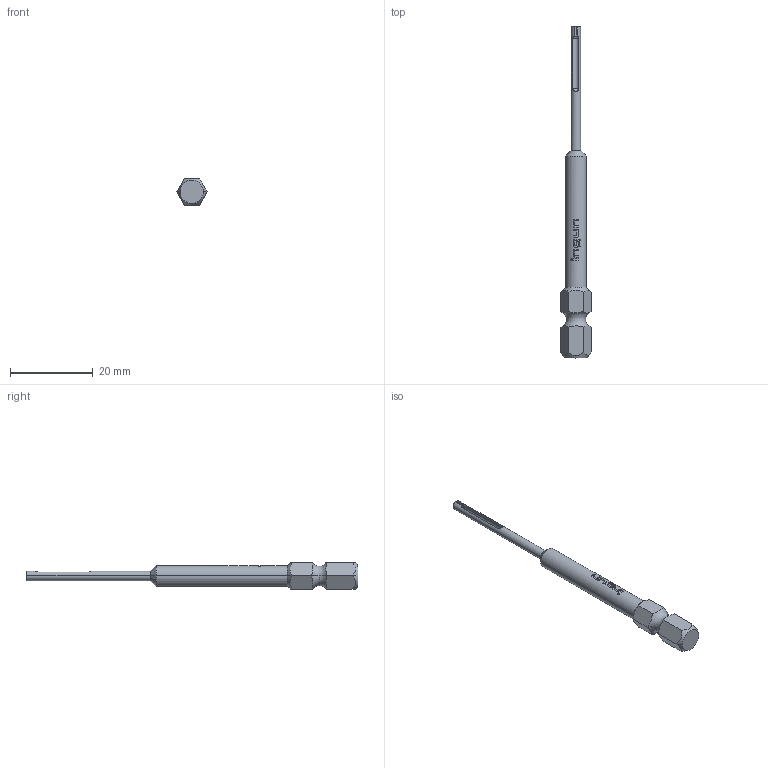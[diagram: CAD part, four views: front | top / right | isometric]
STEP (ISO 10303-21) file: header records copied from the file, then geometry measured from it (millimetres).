
FILE_DESCRIPTION (( 'STEP AP203' ), '1' );
FILE_NAME ('INGUN_BIT-GKS-075_M.STEP', '2021-10-19T09:00:48', ( 'ochi' ), ( '' ), 'SwSTEP 2.0', 'SolidWorks 2018', '' );
FILE_SCHEMA (( 'CONFIG_CONTROL_DESIGN' ));
Length unit declared in the file: millimetre
Products named in the file (1): INGUN_BIT-GKS-075_M
Bounding box: 7.27 x 80 x 6.3 mm (x, y, z)
Volume: 1255.2 mm3; surface area: 1174.7 mm2
Topology: 1 solids, 1 shells, 124 faces, 327 edges, 210 vertices
Faces by surface type: plane 70, bspline 22, cylinder 18, cone 9, torus 3, sphere 2
Entity records: 4388 total; most frequent: CARTESIAN_POINT 1485, ORIENTED_EDGE 652, DIRECTION 489, EDGE_CURVE 326, VERTEX_POINT 210, AXIS2_PLACEMENT_3D 178, VECTOR 133, LINE 133
